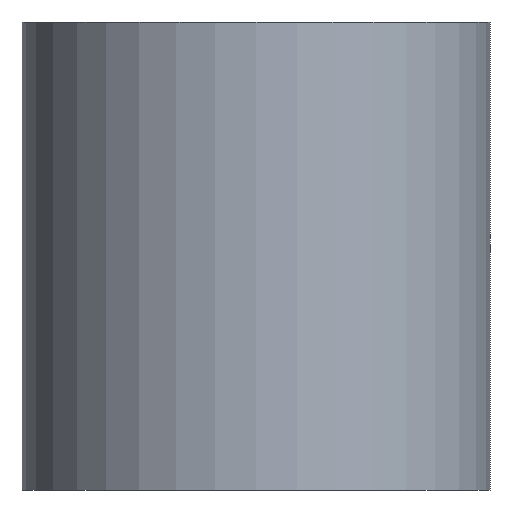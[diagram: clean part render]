
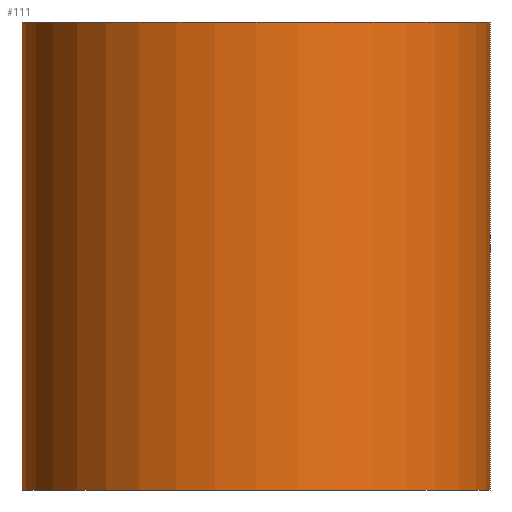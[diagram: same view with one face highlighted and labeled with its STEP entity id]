
A CAD part, front view. The second image highlights one B-rep face of the part: STEP entity #111.
In plain terms, the highlighted cylindrical face has radius 60 mm (diameter 120 mm), a partial arc.
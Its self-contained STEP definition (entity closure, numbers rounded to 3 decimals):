
#1 = ORIENTED_EDGE ( 'NONE', *, *, #329, .T. ) ;
#11 = DIRECTION ( 'NONE',  ( 0., 0., 1. ) ) ;
#13 = VECTOR ( 'NONE', #59, 1000. ) ;
#22 = VERTEX_POINT ( 'NONE', #384 ) ;
#29 = CARTESIAN_POINT ( 'NONE',  ( 60., 0., 0. ) ) ;
#39 = EDGE_CURVE ( 'NONE', #149, #291, #332, .T. ) ;
#44 = CARTESIAN_POINT ( 'NONE',  ( 60., 0., 0. ) ) ;
#55 = DIRECTION ( 'NONE',  ( 0., 0., 1. ) ) ;
#56 = CARTESIAN_POINT ( 'NONE',  ( 0., 0., 0. ) ) ;
#57 = DIRECTION ( 'NONE',  ( -1., 0., 0. ) ) ;
#59 = DIRECTION ( 'NONE',  ( 0., 0., -1. ) ) ;
#87 = AXIS2_PLACEMENT_3D ( 'NONE', #114, #55, #57 ) ;
#92 = VECTOR ( 'NONE', #361, 1000. ) ;
#93 = AXIS2_PLACEMENT_3D ( 'NONE', #56, #294, #378 ) ;
#98 = AXIS2_PLACEMENT_3D ( 'NONE', #218, #11, #336 ) ;
#107 = VERTEX_POINT ( 'NONE', #379 ) ;
#111 = ADVANCED_FACE ( 'NONE', ( #172 ), #267, .T. ) ;
#114 = CARTESIAN_POINT ( 'NONE',  ( 0., 0., 0. ) ) ;
#118 = EDGE_CURVE ( 'NONE', #291, #107, #383, .T. ) ;
#140 = ORIENTED_EDGE ( 'NONE', *, *, #118, .F. ) ;
#145 = ORIENTED_EDGE ( 'NONE', *, *, #39, .F. ) ;
#149 = VERTEX_POINT ( 'NONE', #189 ) ;
#172 = FACE_OUTER_BOUND ( 'NONE', #364, .T. ) ;
#188 = LINE ( 'NONE', #277, #13 ) ;
#189 = CARTESIAN_POINT ( 'NONE',  ( -60., 0., 0. ) ) ;
#218 = CARTESIAN_POINT ( 'NONE',  ( 0., 0., -120. ) ) ;
#237 = ORIENTED_EDGE ( 'NONE', *, *, #373, .T. ) ;
#267 = CYLINDRICAL_SURFACE ( 'NONE', #93, 60. ) ;
#277 = CARTESIAN_POINT ( 'NONE',  ( -60., 0., 0. ) ) ;
#291 = VERTEX_POINT ( 'NONE', #44 ) ;
#294 = DIRECTION ( 'NONE',  ( 0., 0., 1. ) ) ;
#329 = EDGE_CURVE ( 'NONE', #149, #22, #188, .T. ) ;
#332 = CIRCLE ( 'NONE', #87, 60. ) ;
#336 = DIRECTION ( 'NONE',  ( -1., 0., 0. ) ) ;
#361 = DIRECTION ( 'NONE',  ( 0., 0., -1. ) ) ;
#364 = EDGE_LOOP ( 'NONE', ( #1, #237, #140, #145 ) ) ;
#373 = EDGE_CURVE ( 'NONE', #22, #107, #385, .T. ) ;
#378 = DIRECTION ( 'NONE',  ( 1., 0., 0. ) ) ;
#379 = CARTESIAN_POINT ( 'NONE',  ( 60., 0., -120. ) ) ;
#383 = LINE ( 'NONE', #29, #92 ) ;
#384 = CARTESIAN_POINT ( 'NONE',  ( -60., 0., -120. ) ) ;
#385 = CIRCLE ( 'NONE', #98, 60. ) ;
